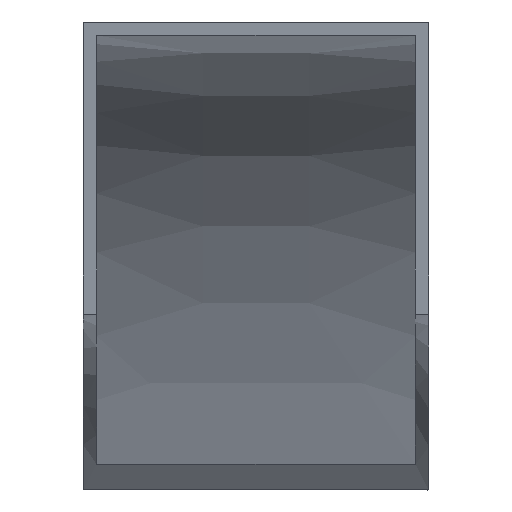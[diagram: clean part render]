
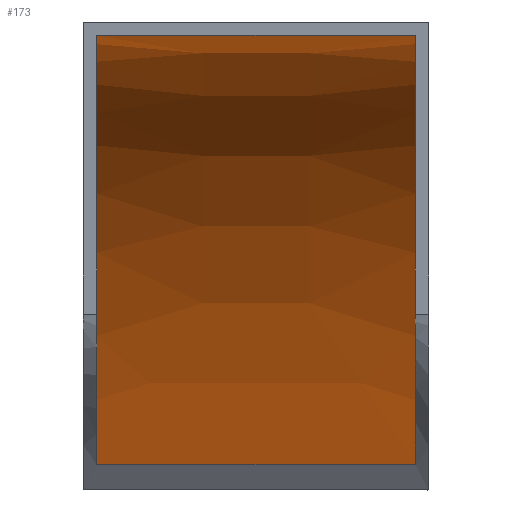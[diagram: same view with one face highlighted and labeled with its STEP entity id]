
A CAD part, top view. The second image highlights one B-rep face of the part: STEP entity #173.
In plain terms, the highlighted free-form (B-spline) face has degree [3, 3] with [4, 9] control points.
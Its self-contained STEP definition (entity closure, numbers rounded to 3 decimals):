
#15=B_SPLINE_SURFACE_WITH_KNOTS('',3,3,((#611,#612,#613,#614,#615,#616,
#617,#618,#619),(#620,#621,#622,#623,#624,#625,#626,#627,#628),(#629,#630,
#631,#632,#633,#634,#635,#636,#637),(#638,#639,#640,#641,#642,#643,#644,
#645,#646)),.UNSPECIFIED.,.F.,.F.,.F.,(4,4),(4,1,1,1,1,1,4),(0.,7.2),(0.009,
0.066,0.124,0.181,0.238,
0.295,0.41),.UNSPECIFIED.);
#23=FACE_OUTER_BOUND('',#34,.T.);
#34=EDGE_LOOP('',(#133,#134,#135,#136));
#46=B_SPLINE_CURVE_WITH_KNOTS('',3,(#330,#331,#332,#333,#334,#335),
 .UNSPECIFIED.,.F.,.F.,(4,2,4),(-7.2,-3.6,0.),.UNSPECIFIED.);
#48=B_SPLINE_CURVE_WITH_KNOTS('',3,(#437,#438,#439,#440,#441,#442),
 .UNSPECIFIED.,.F.,.F.,(4,2,4),(-7.2,-3.6,0.),.UNSPECIFIED.);
#51=B_SPLINE_CURVE_WITH_KNOTS('',3,(#647,#648,#649,#650,#651,#652,#653,
#654,#655),.UNSPECIFIED.,.F.,.F.,(4,1,1,1,1,1,4),(0.009,0.066,
0.124,0.181,0.238,0.295,
0.41),.UNSPECIFIED.);
#52=B_SPLINE_CURVE_WITH_KNOTS('',3,(#656,#657,#658,#659,#660,#661,#662,
#663,#664),.UNSPECIFIED.,.F.,.F.,(4,1,1,1,1,1,4),(0.009,0.066,
0.124,0.181,0.238,0.295,
0.41),.UNSPECIFIED.);
#75=VERTEX_POINT('',#226);
#83=VERTEX_POINT('',#328);
#84=VERTEX_POINT('',#362);
#85=VERTEX_POINT('',#436);
#99=EDGE_CURVE('',#75,#83,#46,.T.);
#101=EDGE_CURVE('',#85,#84,#48,.T.);
#106=EDGE_CURVE('',#83,#85,#51,.T.);
#107=EDGE_CURVE('',#75,#84,#52,.T.);
#133=ORIENTED_EDGE('',*,*,#99,.T.);
#134=ORIENTED_EDGE('',*,*,#106,.T.);
#135=ORIENTED_EDGE('',*,*,#101,.T.);
#136=ORIENTED_EDGE('',*,*,#107,.F.);
#173=ADVANCED_FACE('',(#23),#15,.T.);
#226=CARTESIAN_POINT('',(36.,32.423,-3.799));
#328=CARTESIAN_POINT('',(-36.,32.423,-3.799));
#330=CARTESIAN_POINT('Ctrl Pts',(36.,32.423,-3.799));
#331=CARTESIAN_POINT('Ctrl Pts',(24.,32.423,-3.799));
#332=CARTESIAN_POINT('Ctrl Pts',(12.,32.423,-3.799));
#333=CARTESIAN_POINT('Ctrl Pts',(-12.,32.423,-3.799));
#334=CARTESIAN_POINT('Ctrl Pts',(-24.,32.423,-3.799));
#335=CARTESIAN_POINT('Ctrl Pts',(-36.,32.423,-3.799));
#362=CARTESIAN_POINT('',(36.,-64.216,-108.455));
#436=CARTESIAN_POINT('',(-36.,-64.216,-108.455));
#437=CARTESIAN_POINT('Ctrl Pts',(-36.,-64.216,-108.455));
#438=CARTESIAN_POINT('Ctrl Pts',(-24.,-64.216,-108.455));
#439=CARTESIAN_POINT('Ctrl Pts',(-12.,-64.216,-108.455));
#440=CARTESIAN_POINT('Ctrl Pts',(12.,-64.216,-108.455));
#441=CARTESIAN_POINT('Ctrl Pts',(24.,-64.216,-108.455));
#442=CARTESIAN_POINT('Ctrl Pts',(36.,-64.216,-108.455));
#611=CARTESIAN_POINT('Ctrl Pts',(36.,32.423,-3.799));
#612=CARTESIAN_POINT('Ctrl Pts',(36.,32.102,-11.643));
#613=CARTESIAN_POINT('Ctrl Pts',(36.,29.38,-27.266));
#614=CARTESIAN_POINT('Ctrl Pts',(36.,19.492,-48.155));
#615=CARTESIAN_POINT('Ctrl Pts',(36.,5.735,-65.421));
#616=CARTESIAN_POINT('Ctrl Pts',(36.,-10.325,-79.545));
#617=CARTESIAN_POINT('Ctrl Pts',(36.,-33.589,-95.051));
#618=CARTESIAN_POINT('Ctrl Pts',(36.,-52.138,-103.696));
#619=CARTESIAN_POINT('Ctrl Pts',(36.,-64.216,-108.455));
#620=CARTESIAN_POINT('Ctrl Pts',(12.,32.423,-3.799));
#621=CARTESIAN_POINT('Ctrl Pts',(12.,32.102,-11.643));
#622=CARTESIAN_POINT('Ctrl Pts',(12.,29.38,-27.266));
#623=CARTESIAN_POINT('Ctrl Pts',(12.,19.492,-48.155));
#624=CARTESIAN_POINT('Ctrl Pts',(12.,5.735,-65.421));
#625=CARTESIAN_POINT('Ctrl Pts',(12.,-10.325,-79.545));
#626=CARTESIAN_POINT('Ctrl Pts',(12.,-33.589,-95.051));
#627=CARTESIAN_POINT('Ctrl Pts',(12.,-52.138,-103.696));
#628=CARTESIAN_POINT('Ctrl Pts',(12.,-64.216,-108.455));
#629=CARTESIAN_POINT('Ctrl Pts',(-12.,32.423,-3.799));
#630=CARTESIAN_POINT('Ctrl Pts',(-12.,32.102,-11.643));
#631=CARTESIAN_POINT('Ctrl Pts',(-12.,29.38,-27.266));
#632=CARTESIAN_POINT('Ctrl Pts',(-12.,19.492,-48.155));
#633=CARTESIAN_POINT('Ctrl Pts',(-12.,5.735,-65.421));
#634=CARTESIAN_POINT('Ctrl Pts',(-12.,-10.325,-79.545));
#635=CARTESIAN_POINT('Ctrl Pts',(-12.,-33.589,-95.051));
#636=CARTESIAN_POINT('Ctrl Pts',(-12.,-52.138,-103.696));
#637=CARTESIAN_POINT('Ctrl Pts',(-12.,-64.216,-108.455));
#638=CARTESIAN_POINT('Ctrl Pts',(-36.,32.423,-3.799));
#639=CARTESIAN_POINT('Ctrl Pts',(-36.,32.102,-11.643));
#640=CARTESIAN_POINT('Ctrl Pts',(-36.,29.38,-27.266));
#641=CARTESIAN_POINT('Ctrl Pts',(-36.,19.492,-48.155));
#642=CARTESIAN_POINT('Ctrl Pts',(-36.,5.735,-65.421));
#643=CARTESIAN_POINT('Ctrl Pts',(-36.,-10.325,-79.545));
#644=CARTESIAN_POINT('Ctrl Pts',(-36.,-33.589,-95.051));
#645=CARTESIAN_POINT('Ctrl Pts',(-36.,-52.138,-103.696));
#646=CARTESIAN_POINT('Ctrl Pts',(-36.,-64.216,-108.455));
#647=CARTESIAN_POINT('Ctrl Pts',(-36.,32.423,-3.799));
#648=CARTESIAN_POINT('Ctrl Pts',(-36.,32.102,-11.643));
#649=CARTESIAN_POINT('Ctrl Pts',(-36.,29.38,-27.266));
#650=CARTESIAN_POINT('Ctrl Pts',(-36.,19.492,-48.155));
#651=CARTESIAN_POINT('Ctrl Pts',(-36.,5.735,-65.421));
#652=CARTESIAN_POINT('Ctrl Pts',(-36.,-10.325,-79.545));
#653=CARTESIAN_POINT('Ctrl Pts',(-36.,-33.589,-95.051));
#654=CARTESIAN_POINT('Ctrl Pts',(-36.,-52.138,-103.696));
#655=CARTESIAN_POINT('Ctrl Pts',(-36.,-64.216,-108.455));
#656=CARTESIAN_POINT('Ctrl Pts',(36.,32.423,-3.799));
#657=CARTESIAN_POINT('Ctrl Pts',(36.,32.102,-11.643));
#658=CARTESIAN_POINT('Ctrl Pts',(36.,29.38,-27.266));
#659=CARTESIAN_POINT('Ctrl Pts',(36.,19.492,-48.155));
#660=CARTESIAN_POINT('Ctrl Pts',(36.,5.735,-65.421));
#661=CARTESIAN_POINT('Ctrl Pts',(36.,-10.325,-79.545));
#662=CARTESIAN_POINT('Ctrl Pts',(36.,-33.589,-95.051));
#663=CARTESIAN_POINT('Ctrl Pts',(36.,-52.138,-103.696));
#664=CARTESIAN_POINT('Ctrl Pts',(36.,-64.216,-108.455));
